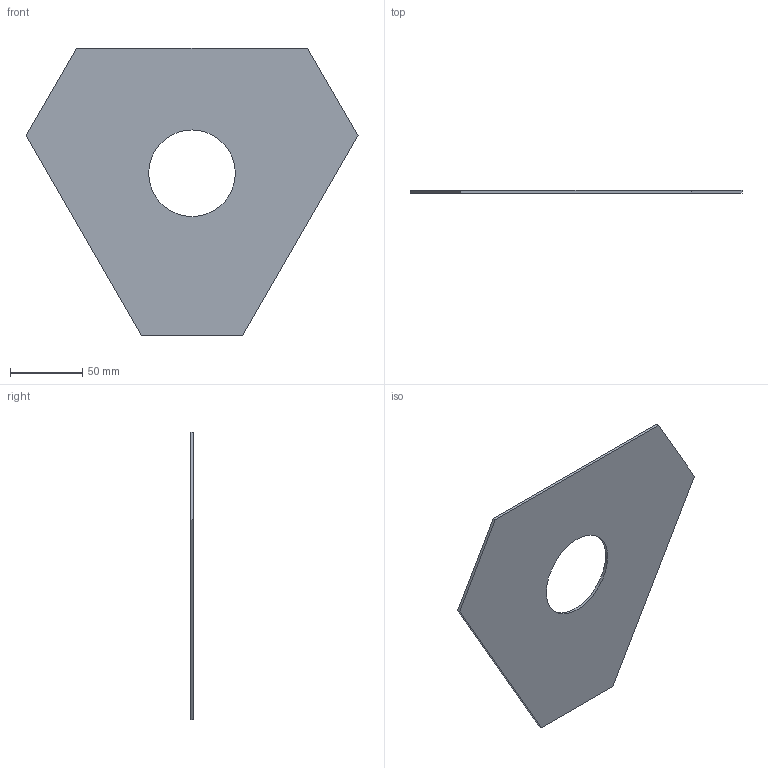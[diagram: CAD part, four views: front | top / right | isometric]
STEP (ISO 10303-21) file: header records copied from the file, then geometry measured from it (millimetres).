
FILE_DESCRIPTION(/* description */ (''),/* implementation_level */ '2;1');
FILE_NAME(/* name */ 'Top_Bottom Plate v1.step',/* time_stamp */ '2018-03-20T08:35:58+01:00',/* author */ ('kristofferpalmer'),/* organization */ (''),/* preprocessor_version */ 'ST-DEVELOPER v16.13',/* originating_system */ 'Autodesk Translation Framework v6.5.0.72',/* authorisation */ '');
FILE_SCHEMA (('AUTOMOTIVE_DESIGN { 1 0 10303 214 3 1 1 }'));
Length unit declared in the file: centimetre
Products named in the file (1): Top/Bottom Plate
Bounding box: 230 x 2 x 199.19 mm (x, y, z)
Volume: 59556.8 mm3; surface area: 61313.8 mm2
Topology: 1 solids, 1 shells, 9 faces, 21 edges, 14 vertices
Faces by surface type: plane 8, cylinder 1
Full cylindrical faces by diameter (mm): 60 x1
Entity records: 294 total; most frequent: CARTESIAN_POINT 45, DIRECTION 43, ORIENTED_EDGE 42, EDGE_CURVE 21, LINE 19, VECTOR 19, VERTEX_POINT 14, AXIS2_PLACEMENT_3D 12
